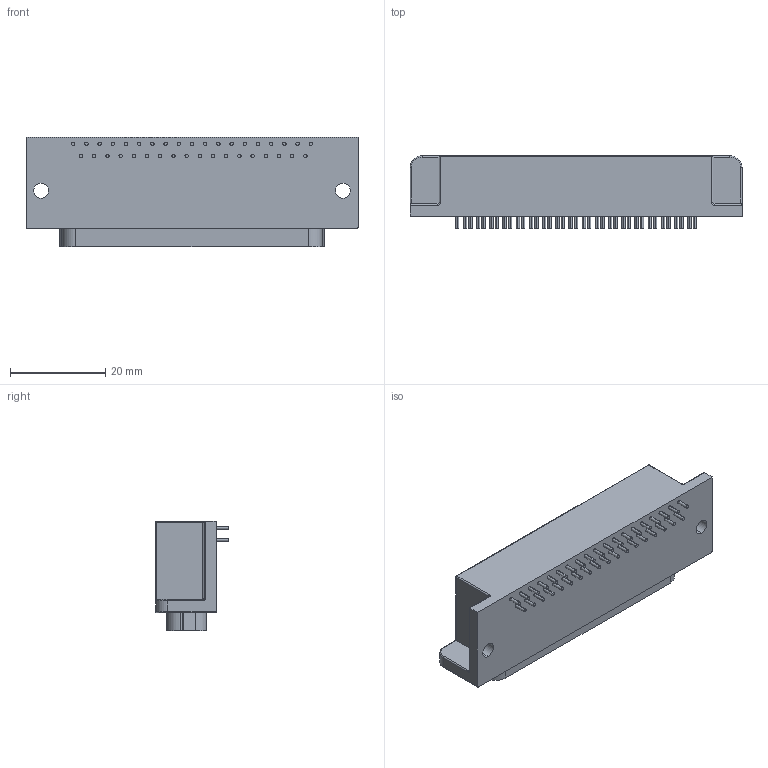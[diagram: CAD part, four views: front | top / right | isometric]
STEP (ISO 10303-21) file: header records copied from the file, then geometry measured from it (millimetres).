
FILE_DESCRIPTION (( 'STEP AP214' ), '1' );
FILE_NAME ('3B16066A-6721-428B-B5D8-665C440571D3.STEP', '2008-08-04T13:37:34', ( 'sysAdmin' ), ( 'SolidWorks' ), 'SwSTEP 2.0', 'SolidWorks 2008', '' );
FILE_SCHEMA (( 'AUTOMOTIVE_DESIGN' ));
Length unit declared in the file: inch
Products named in the file (1): 3B16066A-6721-428B-B5D8-665C440571D3
Bounding box: 69.65 x 15.24 x 23.06 mm (x, y, z)
Volume: 15203.9 mm3; surface area: 6466.5 mm2
Topology: 1 solids, 1 shells, 368 faces, 766 edges, 474 vertices
Faces by surface type: cylinder 184, plane 96, torus 86, sphere 2
Entity records: 10033 total; most frequent: DIRECTION 2016, CARTESIAN_POINT 1625, ORIENTED_EDGE 1528, AXIS2_PLACEMENT_3D 889, EDGE_CURVE 764, CIRCLE 520, VERTEX_POINT 474, EDGE_LOOP 448
